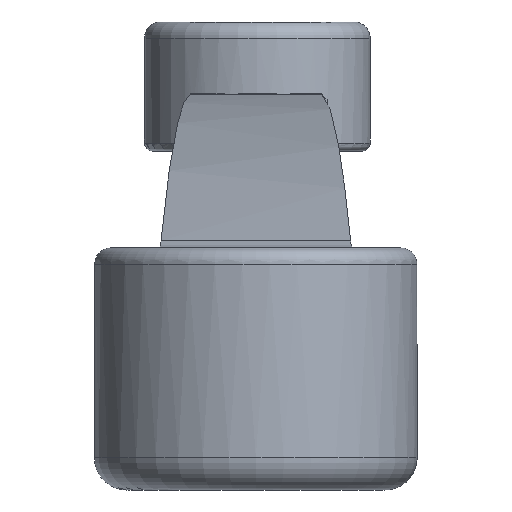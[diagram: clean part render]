
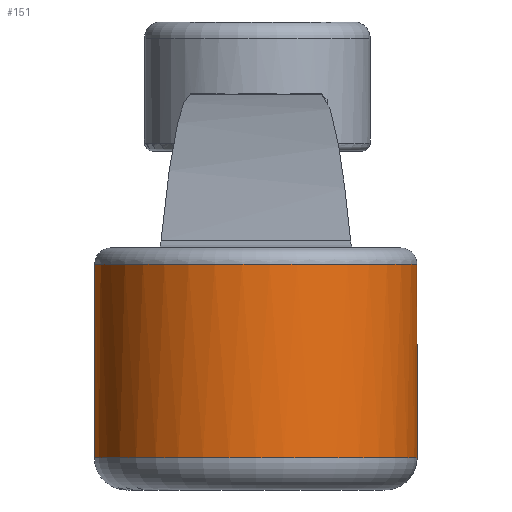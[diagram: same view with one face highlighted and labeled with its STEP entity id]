
A CAD part, left-side view. The second image highlights one B-rep face of the part: STEP entity #151.
In plain terms, the highlighted cylindrical face has radius 10 mm (diameter 20 mm), a full revolution.
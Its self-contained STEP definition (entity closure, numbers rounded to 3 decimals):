
#118=FACE_BOUND('',#242,.T.);
#119=FACE_BOUND('',#243,.T.);
#132=CIRCLE('',#756,10.);
#133=CIRCLE('',#757,10.);
#134=CIRCLE('',#758,10.);
#135=CIRCLE('',#759,10.);
#151=ADVANCED_FACE('',(#118,#119),#190,.T.);
#190=CYLINDRICAL_SURFACE('',#760,10.);
#242=EDGE_LOOP('',(#347));
#243=EDGE_LOOP('',(#348,#349,#350,#351,#352,#353,#354,#355));
#308=B_SPLINE_CURVE_WITH_KNOTS('',3,(#1035,#1036,#1037,#1038,#1039,#1040,
#1041,#1042,#1043,#1044),.UNSPECIFIED.,.F.,.F.,(4,3,3,4),(0.,0.325,
0.858,1.),.UNSPECIFIED.);
#309=B_SPLINE_CURVE_WITH_KNOTS('',3,(#1048,#1049,#1050,#1051),.UNSPECIFIED.,
.F.,.F.,(4,4),(0.,1.),.UNSPECIFIED.);
#310=B_SPLINE_CURVE_WITH_KNOTS('',3,(#1055,#1056,#1057,#1058,#1059,#1060,
#1061),.UNSPECIFIED.,.F.,.F.,(4,3,4),(0.,0.65,1.),.UNSPECIFIED.);
#347=ORIENTED_EDGE('',*,*,#605,.T.);
#348=ORIENTED_EDGE('',*,*,#606,.F.);
#349=ORIENTED_EDGE('',*,*,#607,.T.);
#350=ORIENTED_EDGE('',*,*,#608,.T.);
#351=ORIENTED_EDGE('',*,*,#609,.T.);
#352=ORIENTED_EDGE('',*,*,#610,.T.);
#353=ORIENTED_EDGE('',*,*,#611,.T.);
#354=ORIENTED_EDGE('',*,*,#612,.T.);
#355=ORIENTED_EDGE('',*,*,#613,.T.);
#539=VERTEX_POINT('',#1027);
#540=VERTEX_POINT('',#1029);
#541=VERTEX_POINT('',#1030);
#542=VERTEX_POINT('',#1032);
#543=VERTEX_POINT('',#1034);
#544=VERTEX_POINT('',#1045);
#545=VERTEX_POINT('',#1047);
#546=VERTEX_POINT('',#1052);
#547=VERTEX_POINT('',#1054);
#605=EDGE_CURVE('',#539,#539,#132,.T.);
#606=EDGE_CURVE('',#540,#541,#695,.T.);
#607=EDGE_CURVE('',#540,#542,#133,.T.);
#608=EDGE_CURVE('',#542,#543,#696,.T.);
#609=EDGE_CURVE('',#543,#544,#308,.T.);
#610=EDGE_CURVE('',#544,#545,#134,.T.);
#611=EDGE_CURVE('',#545,#546,#309,.T.);
#612=EDGE_CURVE('',#546,#547,#135,.T.);
#613=EDGE_CURVE('',#547,#541,#310,.T.);
#695=LINE('',#1028,#725);
#696=LINE('',#1033,#726);
#725=VECTOR('',#834,1.);
#726=VECTOR('',#837,1.);
#756=AXIS2_PLACEMENT_3D('',#1026,#832,#833);
#757=AXIS2_PLACEMENT_3D('',#1031,#835,#836);
#758=AXIS2_PLACEMENT_3D('',#1046,#838,#839);
#759=AXIS2_PLACEMENT_3D('',#1053,#840,#841);
#760=AXIS2_PLACEMENT_3D('',#1062,#842,#843);
#832=DIRECTION('',(0.,0.,1.));
#833=DIRECTION('',(-1.,0.,0.));
#834=DIRECTION('',(0.,0.,-1.));
#835=DIRECTION('',(0.,0.,-1.));
#836=DIRECTION('',(-1.,0.,0.));
#837=DIRECTION('',(0.,0.,-1.));
#838=DIRECTION('',(0.,0.,-1.));
#839=DIRECTION('',(1.,0.,0.));
#840=DIRECTION('',(0.,0.,-1.));
#841=DIRECTION('',(1.,0.,0.));
#842=DIRECTION('',(0.,0.,1.));
#843=DIRECTION('',(1.,0.,0.));
#1026=CARTESIAN_POINT('',(122.653,149.877,-13.));
#1027=CARTESIAN_POINT('',(112.653,149.877,-13.));
#1028=CARTESIAN_POINT('',(130.653,143.877,16.));
#1029=CARTESIAN_POINT('',(130.653,143.877,-1.));
#1030=CARTESIAN_POINT('',(130.653,143.877,-4.6));
#1031=CARTESIAN_POINT('',(122.653,149.877,-1.));
#1032=CARTESIAN_POINT('',(130.653,155.877,-1.));
#1033=CARTESIAN_POINT('',(130.653,155.877,16.));
#1034=CARTESIAN_POINT('',(130.653,155.877,-4.6));
#1035=CARTESIAN_POINT('',(130.653,155.877,-4.6));
#1036=CARTESIAN_POINT('',(130.732,155.771,-4.706));
#1037=CARTESIAN_POINT('',(130.823,155.645,-4.784));
#1038=CARTESIAN_POINT('',(130.913,155.513,-4.842));
#1039=CARTESIAN_POINT('',(131.06,155.298,-4.936));
#1040=CARTESIAN_POINT('',(131.208,155.061,-4.979));
#1041=CARTESIAN_POINT('',(131.345,154.821,-4.994));
#1042=CARTESIAN_POINT('',(131.382,154.757,-4.998));
#1043=CARTESIAN_POINT('',(131.417,154.692,-5.));
#1044=CARTESIAN_POINT('',(131.453,154.627,-5.));
#1045=CARTESIAN_POINT('',(131.453,154.627,-5.));
#1046=CARTESIAN_POINT('',(122.653,149.877,-5.));
#1047=CARTESIAN_POINT('',(132.453,151.867,-5.));
#1048=CARTESIAN_POINT('',(132.453,151.867,-5.));
#1049=CARTESIAN_POINT('',(132.72,150.552,-4.879));
#1050=CARTESIAN_POINT('',(132.72,149.202,-4.879));
#1051=CARTESIAN_POINT('',(132.453,147.887,-5.));
#1052=CARTESIAN_POINT('',(132.453,147.887,-5.));
#1053=CARTESIAN_POINT('',(122.653,149.877,-5.));
#1054=CARTESIAN_POINT('',(131.453,145.127,-5.));
#1055=CARTESIAN_POINT('',(131.453,145.127,-5.));
#1056=CARTESIAN_POINT('',(131.293,144.83,-5.));
#1057=CARTESIAN_POINT('',(131.113,144.535,-4.963));
#1058=CARTESIAN_POINT('',(130.934,144.271,-4.855));
#1059=CARTESIAN_POINT('',(130.837,144.128,-4.796));
#1060=CARTESIAN_POINT('',(130.738,143.991,-4.714));
#1061=CARTESIAN_POINT('',(130.653,143.877,-4.6));
#1062=CARTESIAN_POINT('',(122.653,149.877,-15.));
